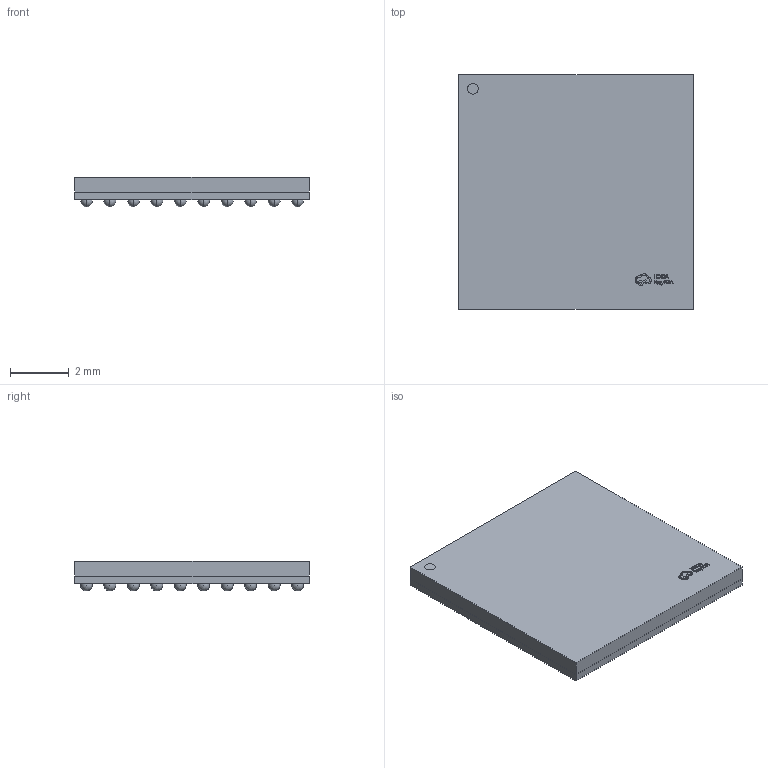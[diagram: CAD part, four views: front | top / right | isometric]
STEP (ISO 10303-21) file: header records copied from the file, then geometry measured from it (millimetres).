
FILE_DESCRIPTION (( 'STEP AP214' ), '1' );
FILE_NAME ('BGA-100_L8.0-W8.0-P0.80-R10-C10-BL.step', '2022-06-22T12:53:17', ( '' ), ( '' ), 'SwSTEP 2.0', 'SolidWorks 2020', '' );
FILE_SCHEMA (( 'AUTOMOTIVE_DESIGN' ));
Length unit declared in the file: millimetre
Products named in the file (1): BGA-100_L8.0-W8.0-P0.80-R10-C10-BL
Bounding box: 8 x 8 x 1.02 mm (x, y, z)
Volume: 50.9 mm3; surface area: 300.1 mm2
Topology: 2 solids, 2 shells, 502 faces, 1710 edges, 1140 vertices
Faces by surface type: sphere 200, plane 188, bspline 112, cylinder 2
Entity records: 21715 total; most frequent: CARTESIAN_POINT 4657, ORIENTED_EDGE 2420, DIRECTION 2168, EDGE_CURVE 1210, VERTEX_POINT 840, AXIS2_PLACEMENT_3D 795, EDGE_LOOP 630, VECTOR 578
